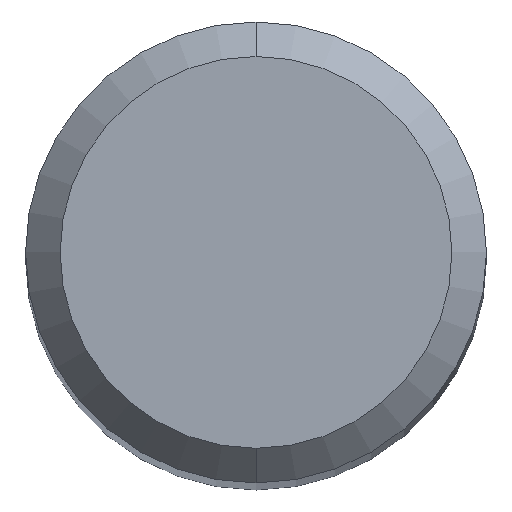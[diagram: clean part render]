
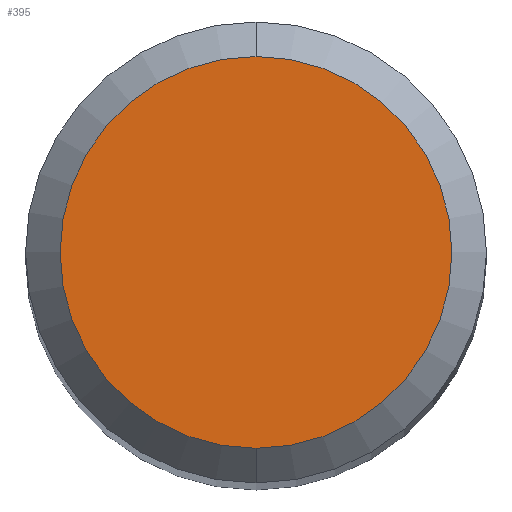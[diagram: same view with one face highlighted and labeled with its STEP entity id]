
A CAD part, top view. The second image highlights one B-rep face of the part: STEP entity #395.
In plain terms, the highlighted planar face has unit normal (0, 0, 1).
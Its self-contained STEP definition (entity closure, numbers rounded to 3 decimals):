
#179=VERTEX_POINT('',#486);
#225=EDGE_CURVE('',#425,#179,#535,.T.);
#367=EDGE_CURVE('',#179,#425,#692,.T.);
#395=ADVANCED_FACE('',(#722),#723,.T.);
#425=VERTEX_POINT('',#759);
#486=CARTESIAN_POINT('',(0.,-1.7,0.0));
#535=CIRCLE('',#930,1.7);
#692=CIRCLE('',#1231,1.7);
#722=FACE_OUTER_BOUND('',#1287,.T.);
#723=PLANE('',#1288);
#759=CARTESIAN_POINT('',(0.0,1.7,0.0));
#930=AXIS2_PLACEMENT_3D('',#1485,#1486,#1487);
#1231=AXIS2_PLACEMENT_3D('',#1671,#1672,#1673);
#1287=EDGE_LOOP('',(#1695,#1696));
#1288=AXIS2_PLACEMENT_3D('',#1697,#1698,#1699);
#1485=CARTESIAN_POINT('',(0.0,0.0,0.0));
#1486=DIRECTION('',(0.0,0.0,-1.0));
#1487=DIRECTION('',(0.0,1.0,0.0));
#1671=CARTESIAN_POINT('',(0.0,0.0,0.0));
#1672=DIRECTION('',(0.0,0.0,-1.0));
#1673=DIRECTION('',(0.0,1.0,0.0));
#1695=ORIENTED_EDGE('',*,*,#225,.F.);
#1696=ORIENTED_EDGE('',*,*,#367,.F.);
#1697=CARTESIAN_POINT('',(0.0,0.85,0.0));
#1698=DIRECTION('',(-0.0,0.0,1.0));
#1699=DIRECTION('',(0.0,-1.0,0.0));
